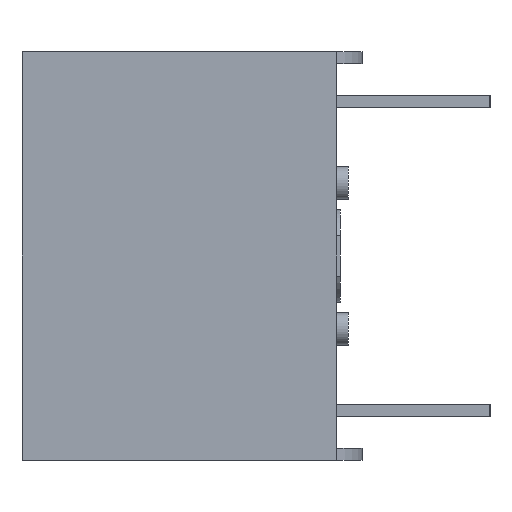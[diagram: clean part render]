
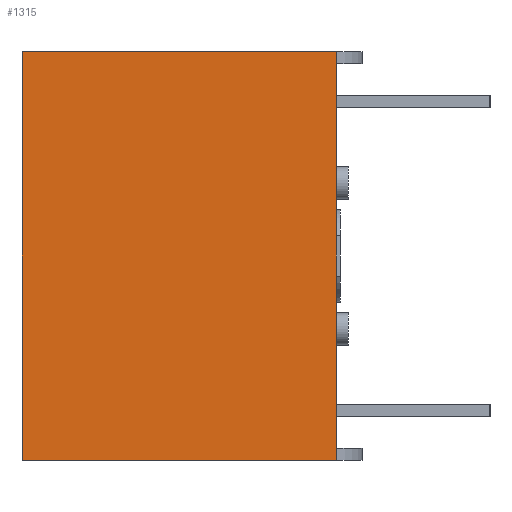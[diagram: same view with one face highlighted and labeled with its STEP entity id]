
A CAD part, left-side view. The second image highlights one B-rep face of the part: STEP entity #1315.
In plain terms, the highlighted planar face has unit normal (-1, 0, 0).
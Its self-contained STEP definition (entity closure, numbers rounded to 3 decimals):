
#66=FACE_OUTER_BOUND('',#143,.T.);
#143=EDGE_LOOP('',(#884,#885,#886,#887));
#228=LINE('',#1866,#388);
#242=LINE('',#1898,#402);
#247=LINE('',#1908,#407);
#248=LINE('',#1909,#408);
#388=VECTOR('',#1509,1000.);
#402=VECTOR('',#1537,1000.);
#407=VECTOR('',#1546,1000.);
#408=VECTOR('',#1547,1000.);
#548=VERTEX_POINT('',#1864);
#549=VERTEX_POINT('',#1865);
#560=VERTEX_POINT('',#1896);
#563=VERTEX_POINT('',#1907);
#668=EDGE_CURVE('',#548,#549,#228,.T.);
#684=EDGE_CURVE('',#548,#560,#242,.T.);
#689=EDGE_CURVE('',#560,#563,#247,.T.);
#690=EDGE_CURVE('',#549,#563,#248,.T.);
#884=ORIENTED_EDGE('',*,*,#689,.T.);
#885=ORIENTED_EDGE('',*,*,#690,.F.);
#886=ORIENTED_EDGE('',*,*,#668,.F.);
#887=ORIENTED_EDGE('',*,*,#684,.T.);
#1212=PLANE('',#1413);
#1315=ADVANCED_FACE('',(#66),#1212,.F.);
#1413=AXIS2_PLACEMENT_3D('',#1906,#1544,#1545);
#1509=DIRECTION('',(0.,0.,1.));
#1537=DIRECTION('',(0.,-1.,0.));
#1544=DIRECTION('center_axis',(1.,0.,0.));
#1545=DIRECTION('ref_axis',(0.,0.,-1.));
#1546=DIRECTION('',(0.,0.,1.));
#1547=DIRECTION('',(0.,-1.,0.));
#1864=CARTESIAN_POINT('',(-1.21,8.4,-8.86));
#1865=CARTESIAN_POINT('',(-1.21,8.4,1.24));
#1866=CARTESIAN_POINT('',(-1.21,8.4,-8.86));
#1896=CARTESIAN_POINT('',(-1.21,0.64,-8.86));
#1898=CARTESIAN_POINT('',(-1.21,8.4,-8.86));
#1906=CARTESIAN_POINT('Origin',(-1.21,8.4,-8.86));
#1907=CARTESIAN_POINT('',(-1.21,0.64,1.24));
#1908=CARTESIAN_POINT('',(-1.21,0.64,-8.86));
#1909=CARTESIAN_POINT('',(-1.21,8.4,1.24));
